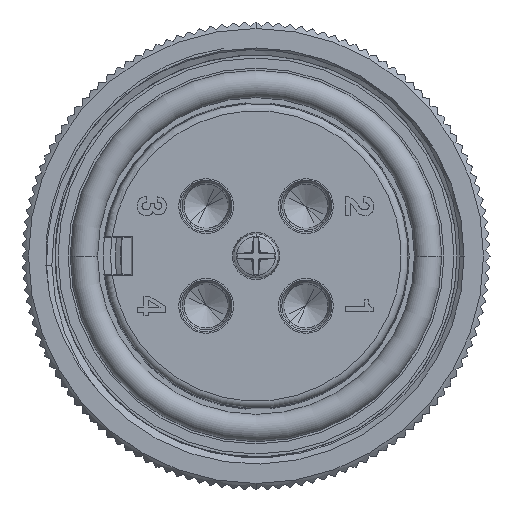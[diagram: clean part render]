
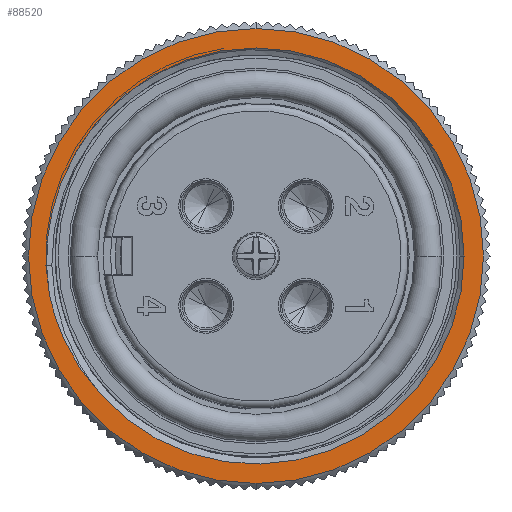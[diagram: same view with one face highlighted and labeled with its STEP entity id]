
A CAD part, front view. The second image highlights one B-rep face of the part: STEP entity #88520.
In plain terms, the highlighted planar face has unit normal (0, -1, 0).
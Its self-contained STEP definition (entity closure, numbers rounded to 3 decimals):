
#30954=CARTESIAN_POINT('',(0.,-8.5,0.));
#30955=DIRECTION('',(0.,1.,0.));
#30956=DIRECTION('',(0.,0.,-1.));
#30957=AXIS2_PLACEMENT_3D('',#30954,#30955,#30956);
#30959=CARTESIAN_POINT('',(0.,-8.5,0.));
#30960=DIRECTION('',(0.,1.,0.));
#30961=DIRECTION('',(0.,0.,1.));
#30962=AXIS2_PLACEMENT_3D('',#30959,#30960,#30961);
#30964=CARTESIAN_POINT('',(-10.759,-8.5,-9.646));
#30965=CARTESIAN_POINT('',(-10.896,-8.5,-9.499));
#30966=CARTESIAN_POINT('',(-11.164,-8.5,-9.198));
#30967=CARTESIAN_POINT('',(-11.548,-8.5,-8.731));
#30968=CARTESIAN_POINT('',(-11.912,-8.5,-8.248));
#30969=CARTESIAN_POINT('',(-12.255,-8.5,-7.75));
#30970=CARTESIAN_POINT('',(-12.578,-8.5,-7.237));
#30971=CARTESIAN_POINT('',(-12.88,-8.5,-6.711));
#30972=CARTESIAN_POINT('',(-13.158,-8.5,-6.174));
#30973=CARTESIAN_POINT('',(-13.415,-8.5,-5.624));
#30974=CARTESIAN_POINT('',(-13.649,-8.5,-5.063));
#30975=CARTESIAN_POINT('',(-13.859,-8.5,-4.494));
#30976=CARTESIAN_POINT('',(-14.045,-8.5,-3.915));
#30977=CARTESIAN_POINT('',(-14.207,-8.5,-3.329));
#30978=CARTESIAN_POINT('',(-14.299,-8.5,-2.934));
#30979=CARTESIAN_POINT('',(-14.341,-8.5,-2.736));
#30981=CARTESIAN_POINT('',(0.,-8.5,0.));
#30982=DIRECTION('',(0.,1.,0.));
#30983=DIRECTION('',(1.,0.,0.));
#30984=AXIS2_PLACEMENT_3D('',#30981,#30982,#30983);
#30986=CARTESIAN_POINT('',(0.,-8.5,0.));
#30987=DIRECTION('',(0.,1.,0.));
#30988=DIRECTION('',(-0.938,0.,0.347));
#30989=AXIS2_PLACEMENT_3D('',#30986,#30987,#30988);
#30991=CARTESIAN_POINT('',(-14.545,-8.5,-0.672));
#30992=CARTESIAN_POINT('',(-14.55,-8.5,-0.478));
#30993=CARTESIAN_POINT('',(-14.553,-8.5,-0.09));
#30994=CARTESIAN_POINT('',(-14.534,-8.5,0.491));
#30995=CARTESIAN_POINT('',(-14.492,-8.5,1.071));
#30996=CARTESIAN_POINT('',(-14.426,-8.5,1.648));
#30997=CARTESIAN_POINT('',(-14.338,-8.5,2.222));
#30998=CARTESIAN_POINT('',(-14.227,-8.5,2.792));
#30999=CARTESIAN_POINT('',(-14.093,-8.5,3.356));
#31000=CARTESIAN_POINT('',(-13.937,-8.5,3.914));
#31001=CARTESIAN_POINT('',(-13.758,-8.5,4.466));
#31002=CARTESIAN_POINT('',(-13.625,-8.5,4.828));
#31003=CARTESIAN_POINT('',(-13.555,-8.5,5.008));
#31005=CARTESIAN_POINT('',(-14.341,-8.5,-2.736));
#31006=CARTESIAN_POINT('',(-14.37,-8.5,-2.565));
#31007=CARTESIAN_POINT('',(-14.422,-8.5,-2.223));
#31008=CARTESIAN_POINT('',(-14.483,-8.5,-1.707));
#31009=CARTESIAN_POINT('',(-14.524,-8.5,-1.19));
#31010=CARTESIAN_POINT('',(-14.54,-8.5,-0.845));
#31011=CARTESIAN_POINT('',(-14.545,-8.5,-0.672));
#61101=VERTEX_POINT('',#30964);
#61102=VERTEX_POINT('',#30979);
#61103=VERTEX_POINT('',#31011);
#61104=VERTEX_POINT('',#31003);
#61113=CARTESIAN_POINT('',(14.45,-8.5,0.));
#61114=VERTEX_POINT('',#61113);
#62273=CARTESIAN_POINT('',(0.,-8.5,-15.8));
#62274=CARTESIAN_POINT('',(0.,-8.5,15.8));
#62275=VERTEX_POINT('',#62273);
#62276=VERTEX_POINT('',#62274);
#88500=CARTESIAN_POINT('',(0.,-8.5,0.));
#88501=DIRECTION('',(0.,1.,0.));
#88502=DIRECTION('',(1.,0.,0.));
#88503=AXIS2_PLACEMENT_3D('',#88500,#88501,#88502);
#88504=PLANE('',#88503);
#88506=ORIENTED_EDGE('',*,*,#88505,.T.);
#88508=ORIENTED_EDGE('',*,*,#88507,.T.);
#88509=EDGE_LOOP('',(#88506,#88508));
#88510=FACE_OUTER_BOUND('',#88509,.F.);
#88512=ORIENTED_EDGE('',*,*,#88511,.F.);
#88513=ORIENTED_EDGE('',*,*,#88481,.F.);
#88514=ORIENTED_EDGE('',*,*,#88494,.F.);
#88515=ORIENTED_EDGE('',*,*,#88421,.F.);
#88517=ORIENTED_EDGE('',*,*,#88516,.F.);
#88518=EDGE_LOOP('',(#88512,#88513,#88514,#88515,#88517));
#88519=FACE_BOUND('',#88518,.F.);
#30958=CIRCLE('',#30957,15.8);
#30963=CIRCLE('',#30962,15.8);
#30980=B_SPLINE_CURVE_WITH_KNOTS('',3,(#30964,#30965,#30966,#30967,#30968,
#30969,#30970,#30971,#30972,#30973,#30974,#30975,#30976,#30977,#30978,#30979),
.UNSPECIFIED.,.F.,.F.,(4,1,1,1,1,1,1,1,1,1,1,1,1,4),(0.,0.077,
0.154,0.231,0.308,0.385,
0.462,0.538,0.615,0.692,
0.769,0.846,0.923,1.),.UNSPECIFIED.);
#30985=CIRCLE('',#30984,14.45);
#30990=CIRCLE('',#30989,14.45);
#31004=B_SPLINE_CURVE_WITH_KNOTS('',3,(#30991,#30992,#30993,#30994,#30995,
#30996,#30997,#30998,#30999,#31000,#31001,#31002,#31003),.UNSPECIFIED.,.F.,.F.,(
4,1,1,1,1,1,1,1,1,1,4),(0.,0.1,0.2,0.3,0.4,0.5,0.6,0.7,0.8,
0.9,1.),.UNSPECIFIED.);
#31012=B_SPLINE_CURVE_WITH_KNOTS('',3,(#31005,#31006,#31007,#31008,#31009,
#31010,#31011),.UNSPECIFIED.,.F.,.F.,(4,1,1,1,4),(0.,0.25,0.5,0.75,
1.),.UNSPECIFIED.);
#88421=EDGE_CURVE('',#61103,#61104,#31004,.T.);
#88481=EDGE_CURVE('',#61114,#61101,#30985,.T.);
#88494=EDGE_CURVE('',#61104,#61114,#30990,.T.);
#88505=EDGE_CURVE('',#62275,#62276,#30958,.T.);
#88507=EDGE_CURVE('',#62276,#62275,#30963,.T.);
#88511=EDGE_CURVE('',#61101,#61102,#30980,.T.);
#88516=EDGE_CURVE('',#61102,#61103,#31012,.T.);
#88520=ADVANCED_FACE('',(#88510,#88519),#88504,.F.);
